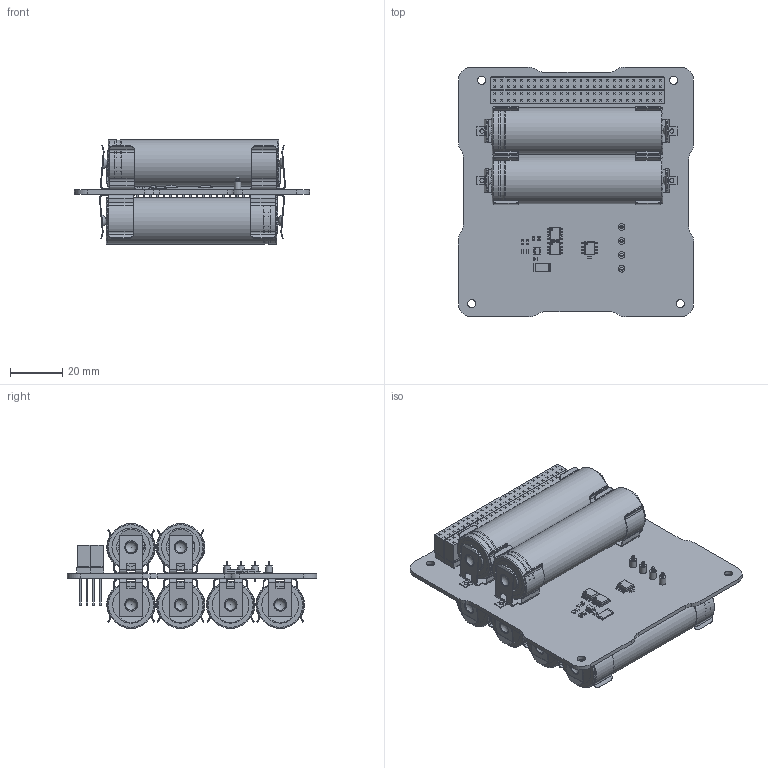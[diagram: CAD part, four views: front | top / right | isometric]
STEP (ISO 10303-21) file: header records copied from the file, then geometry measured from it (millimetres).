
FILE_DESCRIPTION(/* description */ ('KiCad electronic assembly'),/* implementation_level */ '2;1');
FILE_NAME(/* name */ 'Batt_Boardv1 v10.step',/* time_stamp */ '2025-08-11T03:12:49-07:00',/* author */ (''),/* organization */ (''),/* preprocessor_version */ 'ST-DEVELOPER v20.1',/* originating_system */ 'Autodesk Translation Framework v14.10.0.0',/* authorisation */ '');
FILE_SCHEMA (('AUTOMOTIVE_DESIGN { 1 0 10303 214 3 1 1 }'));
Length unit declared in the file: millimetre
Products named in the file (30): Batt_Boardv1 1; SOT-23-6; SOT_23_6; R_2512_6332Metric; R_2512_6332Metric_1; R_0603_1608Metric; R_0603_1608Metric_1; TestPoint_Loop_D1.80mm_Drill1.0mm_Beaded; TestPoint_Loop_D1_80mm_Drill1_0mm_Beaded_cp; C_0603_1608Metric; C_0603_1608Metric_1; SOIC-8_3.9x4.9mm_P1.27mm; SOIC_8_39x49mm_P127mm; Batt_Boardv1_PCB; Battery assembly; Battery assembly_1; Battery assembly_2; Battery assembly_3; Battery assembly_4; Battery assembly_5; 18650 Li Ion Battery; 254TR; ESQ-126-39-G-D; ESQ-126-39-G-D_1; ESQ-126-39-G-D_2; ESQ-126-39-G-D_3; ESQ-126-39-G-D_socket; ESQ-126-39-G-D_pins; ESQ-126-39-G-D2_pins; ESQ-126-39-G-D-LL_bpins
Assembly tree (68 placements, depth 3):
  Batt_Boardv1 1
    SOT-23-6
      SOT_23_6
    R_0603_1608Metric  x3
      R_0603_1608Metric_1
    R_2512_6332Metric
      R_2512_6332Metric_1
    SOIC-8_3.9x4.9mm_P1.27mm  x3
      SOIC_8_39x49mm_P127mm
    TestPoint_Loop_D1.80mm_Drill1.0mm_Beaded  x4
      TestPoint_Loop_D1_80mm_Drill1_0mm_Beaded_cp
    C_0603_1608Metric  x5
      C_0603_1608Metric_1
    Batt_Boardv1_PCB
    Battery assembly
      18650 Li Ion Battery
      254TR  x2
    Battery assembly_1
      18650 Li Ion Battery
      254TR  x2
    Battery assembly_2
      18650 Li Ion Battery
      254TR  x2
    Battery assembly_3
      18650 Li Ion Battery
      254TR  x2
    Battery assembly_4
      18650 Li Ion Battery
      254TR  x2
    Battery assembly_5
      18650 Li Ion Battery
      254TR  x2
    ESQ-126-39-G-D
      ESQ-126-39-G-D_socket
      ESQ-126-39-G-D_pins
      ESQ-126-39-G-D2_pins
      ESQ-126-39-G-D-LL_bpins
    ESQ-126-39-G-D_1
      ESQ-126-39-G-D_socket
      ESQ-126-39-G-D_pins
      ESQ-126-39-G-D2_pins
      ESQ-126-39-G-D-LL_bpins
    ESQ-126-39-G-D_2
      ESQ-126-39-G-D_socket
      ESQ-126-39-G-D_pins
      ESQ-126-39-G-D2_pins
      ESQ-126-39-G-D-LL_bpins
    ESQ-126-39-G-D_3
      ESQ-126-39-G-D_socket
      ESQ-126-39-G-D_pins
      ESQ-126-39-G-D2_pins
      ESQ-126-39-G-D-LL_bpins
Bounding box: 90.2 x 95.92 x 40.19 mm (x, y, z)
Volume: 129619.6 mm3; surface area: 92082 mm2
Topology: 56 solids, 56 shells, 11668 faces, 29897 edges, 19174 vertices
Faces by surface type: plane 10413, cylinder 1147, torus 76, sphere 24, bspline 8
Full cylindrical faces by diameter (mm): 0.5 x8, 0.6 x3, 1 x112, 1.626 x12, 2.007 x12, 2.54 x4, 3.2 x4, 11 x6, 14 x6, 14.65 x6, 18 x12
Entity records: 89624 total; most frequent: CARTESIAN_POINT 16039, ORIENTED_EDGE 15112, DIRECTION 14239, EDGE_CURVE 7556, LINE 6847, VECTOR 6847, VERTEX_POINT 4898, AXIS2_PLACEMENT_3D 3696
